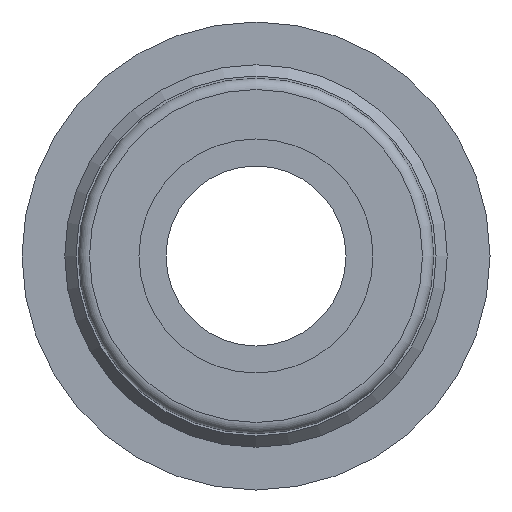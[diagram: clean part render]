
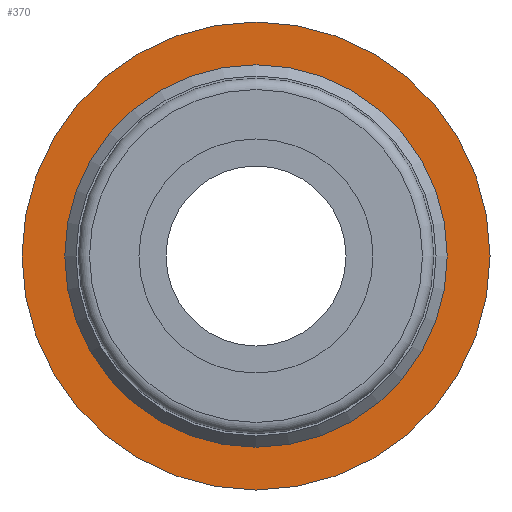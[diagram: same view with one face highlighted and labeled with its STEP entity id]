
A CAD part, front view. The second image highlights one B-rep face of the part: STEP entity #370.
In plain terms, the highlighted planar face has unit normal (0, -1, 0).
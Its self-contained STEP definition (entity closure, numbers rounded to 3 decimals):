
#19=FACE_BOUND('',#84,.T.);
#27=PLANE('',#447);
#54=FACE_OUTER_BOUND('',#83,.T.);
#83=EDGE_LOOP('',(#300));
#84=EDGE_LOOP('',(#301));
#145=CIRCLE('',#446,4.);
#146=CIRCLE('',#448,5.2);
#175=VERTEX_POINT('',#668);
#176=VERTEX_POINT('',#672);
#217=EDGE_CURVE('',#175,#175,#145,.T.);
#219=EDGE_CURVE('',#176,#176,#146,.T.);
#300=ORIENTED_EDGE('',*,*,#219,.F.);
#301=ORIENTED_EDGE('',*,*,#217,.T.);
#370=ADVANCED_FACE('',(#54,#19),#27,.T.);
#446=AXIS2_PLACEMENT_3D('',#669,#561,#562);
#447=AXIS2_PLACEMENT_3D('',#671,#564,#565);
#448=AXIS2_PLACEMENT_3D('',#673,#566,#567);
#561=DIRECTION('center_axis',(0.,1.,0.));
#562=DIRECTION('ref_axis',(1.,0.,0.));
#564=DIRECTION('center_axis',(0.,-1.,0.));
#565=DIRECTION('ref_axis',(0.,0.,-1.));
#566=DIRECTION('center_axis',(0.,1.,0.));
#567=DIRECTION('ref_axis',(1.,0.,0.));
#668=CARTESIAN_POINT('',(-4.,5.2,0.));
#669=CARTESIAN_POINT('Origin',(0.,5.2,0.));
#671=CARTESIAN_POINT('Origin',(5.2,5.2,0.));
#672=CARTESIAN_POINT('',(-5.2,5.2,0.));
#673=CARTESIAN_POINT('Origin',(0.,5.2,0.));
